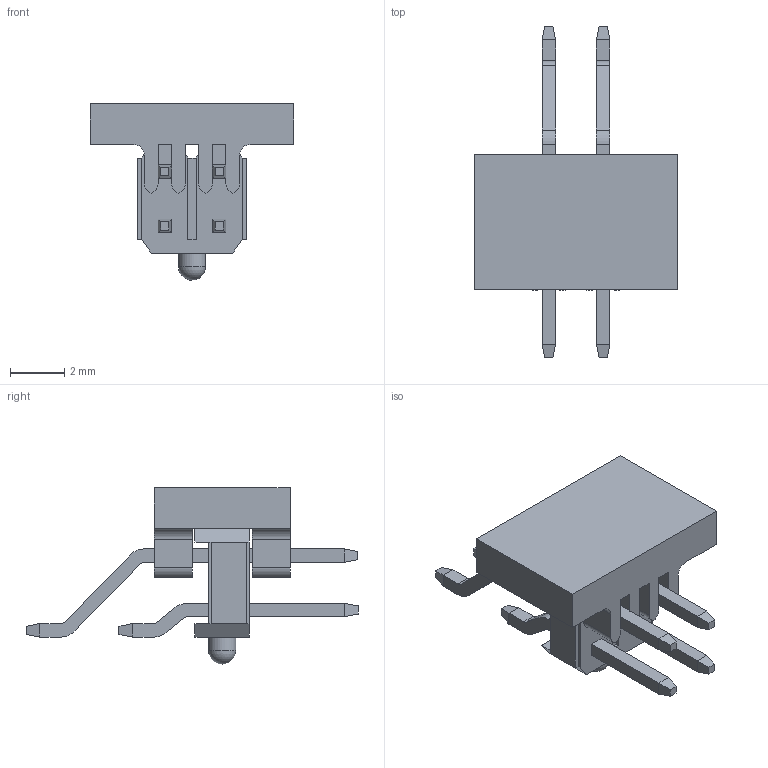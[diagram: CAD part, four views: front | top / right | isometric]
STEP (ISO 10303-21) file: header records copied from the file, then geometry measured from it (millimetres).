
FILE_DESCRIPTION(/* description */ ('Unknown'),/* implementation_level */ '2;1');
FILE_NAME(/* name */ '621304284521',/* time_stamp */ '2017-04-20T10:46:23+02:00',/* author */ ('Unknown'),/* organization */ ('Unknown'),/* preprocessor_version */ 'ST-DEVELOPER v16.7',/* originating_system */ 'DEX',/* authorisation */ $);
FILE_SCHEMA (('AUTOMOTIVE_DESIGN {1 0 10303 214 3 1 1}'));
Length unit declared in the file: millimetre
Products named in the file (5): 6213xx284521; 621004284521; 6210xx284521_PIN COURTE; 6210xx284521_PIN LONGUE; 6213xx284521_Cap
Assembly tree (6 placements, depth 2):
  6213xx284521
    621004284521
    6210xx284521_PIN COURTE  x2
    6210xx284521_PIN LONGUE  x2
    6213xx284521_Cap
Bounding box: 7.5 x 12.22 x 6.5 mm (x, y, z)
Volume: 99.6 mm3; surface area: 325.7 mm2
Topology: 6 solids, 6 shells, 212 faces, 534 edges, 334 vertices
Faces by surface type: plane 174, cylinder 37, sphere 1
Full cylindrical faces by diameter (mm): 1 x1
Entity records: 5107 total; most frequent: CARTESIAN_POINT 869, ORIENTED_EDGE 852, DIRECTION 834, EDGE_CURVE 426, LINE 368, VECTOR 368, VERTEX_POINT 268, AXIS2_PLACEMENT_3D 233
